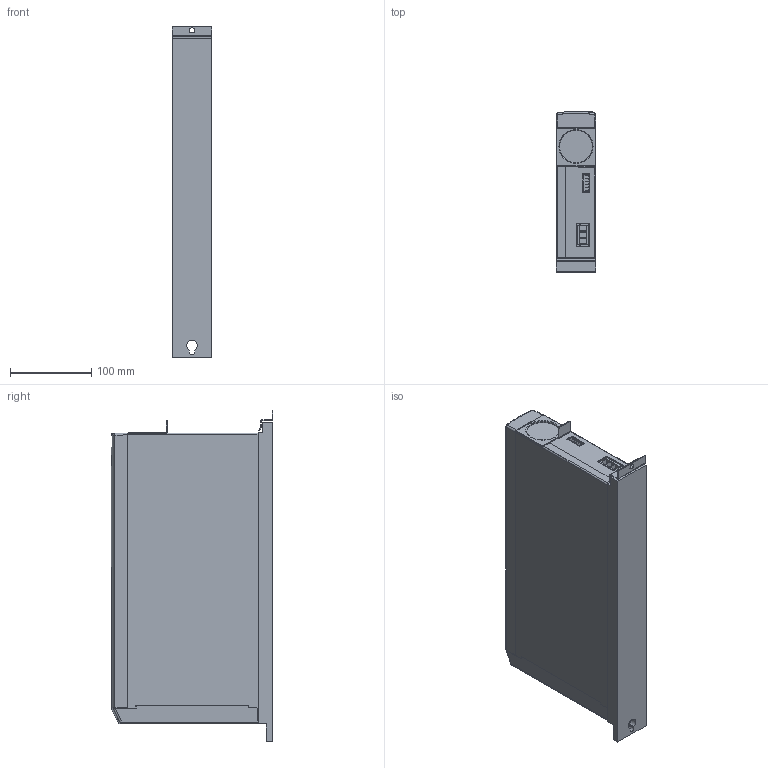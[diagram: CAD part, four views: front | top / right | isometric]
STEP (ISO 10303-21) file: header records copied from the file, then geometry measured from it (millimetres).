
FILE_DESCRIPTION (( 'STEP AP214' ), '1' );
FILE_NAME ('B0H6000-AD00.STEP', '2010-12-10T08:57:03', ( 'KEB' ), ( 'Karl E. Brinkmann GmbH' ), 'SwSTEP 2.0', 'SolidWorks 2007', '' );
FILE_SCHEMA (( 'AUTOMOTIVE_DESIGN' ));
Length unit declared in the file: millimetre
Products named in the file (1): B0H6000-AD00
Bounding box: 49 x 198.1 x 407 mm (x, y, z)
Volume: 865758.3 mm3; surface area: 420456.3 mm2
Topology: 21 solids, 22 shells, 1009 faces, 2600 edges, 1687 vertices
Faces by surface type: plane 714, cylinder 221, bspline 28, cone 26, torus 16, sphere 4
Entity records: 42738 total; most frequent: CARTESIAN_POINT 7537, ORIENTED_EDGE 5184, DIRECTION 4532, EDGE_CURVE 2592, VECTOR 1814, LINE 1814, VERTEX_POINT 1687, AXIS2_PLACEMENT_3D 1359
